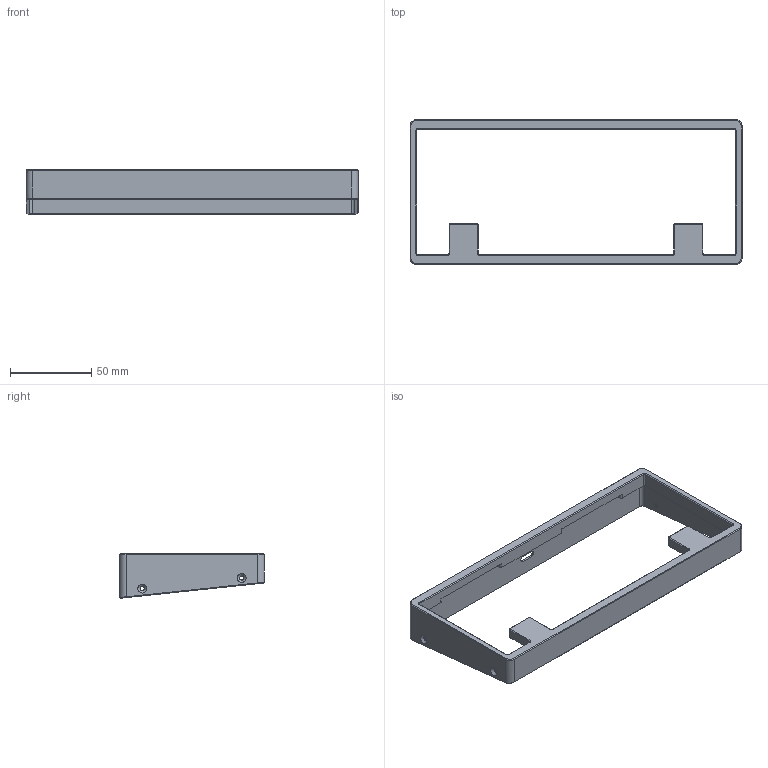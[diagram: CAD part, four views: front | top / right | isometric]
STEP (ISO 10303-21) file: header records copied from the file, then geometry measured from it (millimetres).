
FILE_DESCRIPTION(/* description */ (''),/* implementation_level */ '2;1');
FILE_NAME(/* name */ 'top_wkl.step',/* time_stamp */ '2021-11-02T12:55:39+01:00',/* author */ (''),/* organization */ (''),/* preprocessor_version */ 'ST-DEVELOPER v18.1',/* originating_system */ 'Autodesk Translation Framework v10.10.0.1391',/* authorisation */ '');
FILE_SCHEMA (('AUTOMOTIVE_DESIGN { 1 0 10303 214 3 1 1 }'));
Length unit declared in the file: millimetre
Products named in the file (1): top_wkl
Bounding box: 204.26 x 89.2 x 27.32 mm (x, y, z)
Volume: 44570.9 mm3; surface area: 33301.3 mm2
Topology: 1 solids, 1 shells, 135 faces, 352 edges, 220 vertices
Faces by surface type: plane 63, cylinder 42, cone 22, bspline 8
Full cylindrical faces by diameter (mm): 2.5 x4
Entity records: 4298 total; most frequent: CARTESIAN_POINT 900, ORIENTED_EDGE 704, DIRECTION 696, EDGE_CURVE 352, LINE 232, VECTOR 232, AXIS2_PLACEMENT_3D 232, VERTEX_POINT 220
